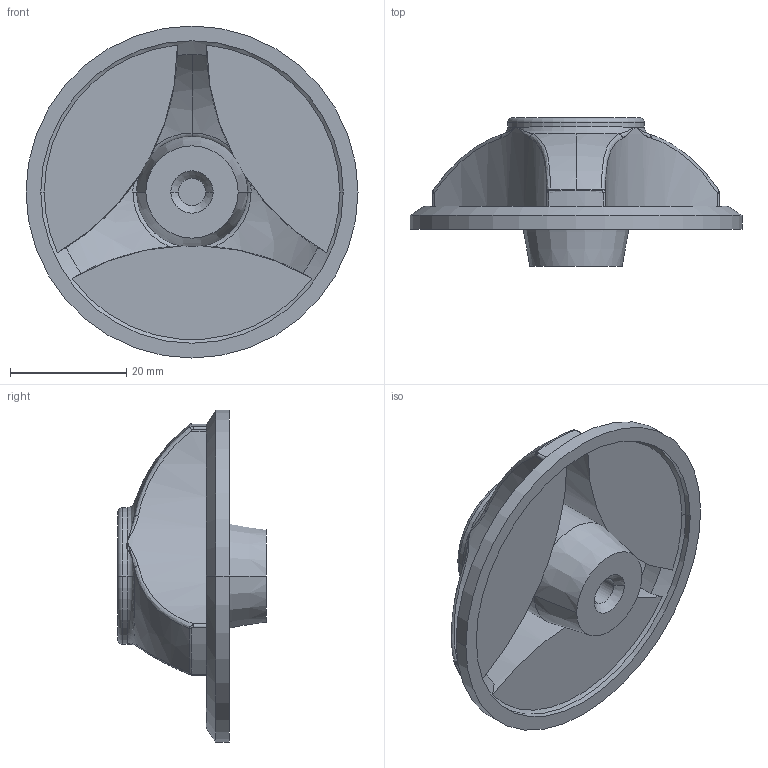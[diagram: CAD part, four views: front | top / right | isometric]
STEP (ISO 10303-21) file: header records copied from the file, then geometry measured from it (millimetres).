
FILE_DESCRIPTION(('produced by SPATIAL CORP'),'2;1');
FILE_NAME('knob.prt.hh.sat.stp' ,'2002-04-19T13:31:24+00:00',('SPATIAL CORP'),('SPATIAL CORP'), 'ACIS STEP Husk','http://www.spatial.com','SPATIAL CORP');
FILE_SCHEMA(('CONFIG_CONTROL_DESIGN'));
Length unit declared in the file: millimetre
Products named in the file (1): PRODUCT_ID_1
Bounding box: 57.15 x 25.56 x 57.15 mm (x, y, z)
Volume: 16454.3 mm3; surface area: 9889.7 mm2
Topology: 1 solids, 1 shells, 99 faces, 242 edges, 141 vertices
Faces by surface type: cylinder 38, bspline 26, torus 17, plane 10, cone 8
Entity records: 26727 total; most frequent: CARTESIAN_POINT 24666, ORIENTED_EDGE 472, DIRECTION 336, EDGE_CURVE 236, AXIS2_PLACEMENT_3D 145, VERTEX_POINT 141, EDGE_LOOP 101, FACE_BOUND 101
